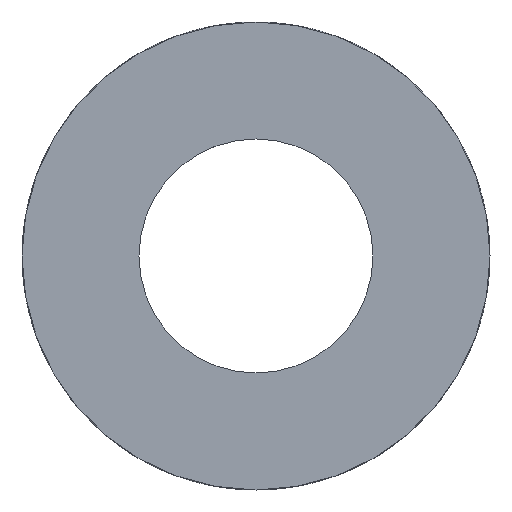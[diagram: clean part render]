
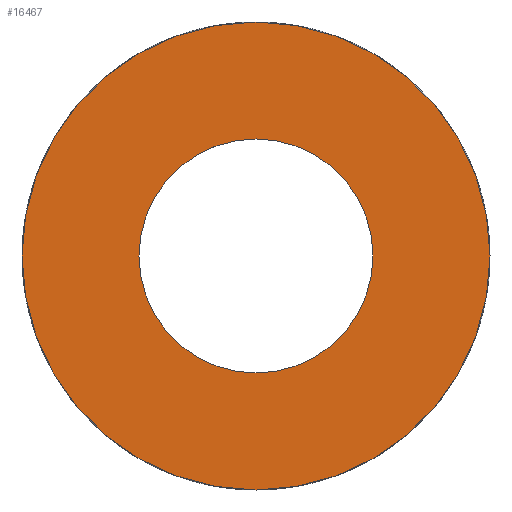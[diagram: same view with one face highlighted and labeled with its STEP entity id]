
A CAD part, front view. The second image highlights one B-rep face of the part: STEP entity #16467.
In plain terms, the highlighted planar face has unit normal (0, -1, 0).
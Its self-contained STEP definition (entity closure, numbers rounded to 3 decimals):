
#119 = EDGE_CURVE ( 'NONE', #5660, #7174, #10669, .T. ) ;
#235 = DIRECTION ( 'NONE',  ( 0., 0., 1. ) ) ;
#1277 = FACE_BOUND ( 'NONE', #3735, .T. ) ;
#1449 = CARTESIAN_POINT ( 'NONE',  ( 0., 0., 4500. ) ) ;
#2315 = AXIS2_PLACEMENT_3D ( 'NONE', #7786, #12964, #4033 ) ;
#2389 = DIRECTION ( 'NONE',  ( 0., 1., 0. ) ) ;
#2904 = CARTESIAN_POINT ( 'NONE',  ( 0., 0., -9000. ) ) ;
#3243 = AXIS2_PLACEMENT_3D ( 'NONE', #10036, #8764, #12757 ) ;
#3735 = EDGE_LOOP ( 'NONE', ( #13078, #5300 ) ) ;
#4033 = DIRECTION ( 'NONE',  ( 0., 0., 1. ) ) ;
#4418 = ORIENTED_EDGE ( 'NONE', *, *, #10037, .F. ) ;
#5300 = ORIENTED_EDGE ( 'NONE', *, *, #16666, .T. ) ;
#5445 = DIRECTION ( 'NONE',  ( 0., 1., 0. ) ) ;
#5660 = VERTEX_POINT ( 'NONE', #11833 ) ;
#7174 = VERTEX_POINT ( 'NONE', #1449 ) ;
#7213 = VERTEX_POINT ( 'NONE', #2904 ) ;
#7786 = CARTESIAN_POINT ( 'NONE',  ( 0., 0., 0. ) ) ;
#8127 = AXIS2_PLACEMENT_3D ( 'NONE', #10218, #2389, #8861 ) ;
#8764 = DIRECTION ( 'NONE',  ( 0., 1., 0. ) ) ;
#8861 = DIRECTION ( 'NONE',  ( 0., 0., 1. ) ) ;
#8893 = CARTESIAN_POINT ( 'NONE',  ( 0., 0., 9000. ) ) ;
#9913 = CIRCLE ( 'NONE', #2315, 9000. ) ;
#10026 = CIRCLE ( 'NONE', #3243, 9000. ) ;
#10036 = CARTESIAN_POINT ( 'NONE',  ( 0., 0., 0. ) ) ;
#10037 = EDGE_CURVE ( 'NONE', #7213, #15752, #9913, .T. ) ;
#10218 = CARTESIAN_POINT ( 'NONE',  ( 0., 0., 0. ) ) ;
#10632 = CARTESIAN_POINT ( 'NONE',  ( 0., 0., 0. ) ) ;
#10669 = CIRCLE ( 'NONE', #10950, 4500. ) ;
#10950 = AXIS2_PLACEMENT_3D ( 'NONE', #12998, #11642, #235 ) ;
#11097 = CIRCLE ( 'NONE', #14346, 4500. ) ;
#11642 = DIRECTION ( 'NONE',  ( 0., 1., 0. ) ) ;
#11833 = CARTESIAN_POINT ( 'NONE',  ( 0., 0., -4500. ) ) ;
#12757 = DIRECTION ( 'NONE',  ( 0., 0., 1. ) ) ;
#12964 = DIRECTION ( 'NONE',  ( 0., 1., 0. ) ) ;
#12998 = CARTESIAN_POINT ( 'NONE',  ( 0., 0., 0. ) ) ;
#13078 = ORIENTED_EDGE ( 'NONE', *, *, #119, .T. ) ;
#13203 = ORIENTED_EDGE ( 'NONE', *, *, #14548, .F. ) ;
#14346 = AXIS2_PLACEMENT_3D ( 'NONE', #10632, #5445, #14453 ) ;
#14453 = DIRECTION ( 'NONE',  ( 0., 0., 1. ) ) ;
#14548 = EDGE_CURVE ( 'NONE', #15752, #7213, #10026, .T. ) ;
#15390 = PLANE ( 'NONE',  #8127 ) ;
#15634 = FACE_OUTER_BOUND ( 'NONE', #16770, .T. ) ;
#15752 = VERTEX_POINT ( 'NONE', #8893 ) ;
#16467 = ADVANCED_FACE ( 'NONE', ( #15634, #1277 ), #15390, .F. ) ;
#16666 = EDGE_CURVE ( 'NONE', #7174, #5660, #11097, .T. ) ;
#16770 = EDGE_LOOP ( 'NONE', ( #4418, #13203 ) ) ;
